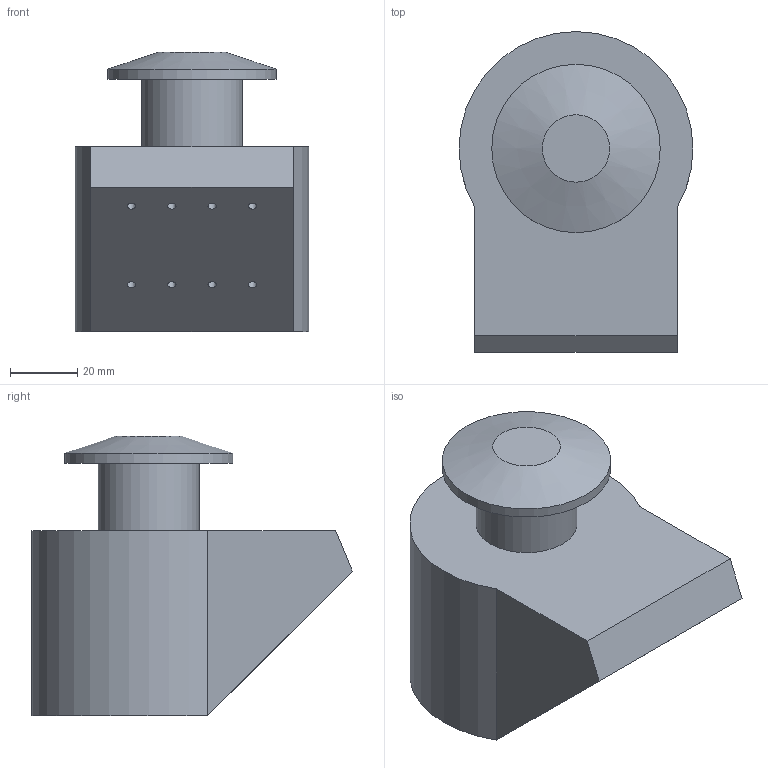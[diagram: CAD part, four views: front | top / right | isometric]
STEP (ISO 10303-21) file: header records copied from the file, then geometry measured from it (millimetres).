
FILE_DESCRIPTION(/* description */ (''),/* implementation_level */ '2;1');
FILE_NAME(/* name */ 'Emergency Button Case v5.step',/* time_stamp */ '2022-01-14T14:12:36-05:00',/* author */ (''),/* organization */ (''),/* preprocessor_version */ 'ST-DEVELOPER v18.1',/* originating_system */ 'Autodesk Translation Framework v10.10.0.1391',/* authorisation */ '');
FILE_SCHEMA (('AUTOMOTIVE_DESIGN { 1 0 10303 214 3 1 1 }'));
Length unit declared in the file: millimetre
Products named in the file (1): Emergency Button Case
Bounding box: 69.46 x 95.21 x 83 mm (x, y, z)
Volume: 147864.3 mm3; surface area: 39732 mm2
Topology: 2 solids, 2 shells, 33 faces, 55 edges, 36 vertices
Faces by surface type: plane 19, cylinder 13, cone 1
Full cylindrical faces by diameter (mm): 2.5 x8, 23 x1, 30 x1, 50 x1
Entity records: 842 total; most frequent: DIRECTION 151, CARTESIAN_POINT 125, ORIENTED_EDGE 110, AXIS2_PLACEMENT_3D 62, EDGE_CURVE 55, EDGE_LOOP 45, VERTEX_POINT 36, FACE_OUTER_BOUND 33
